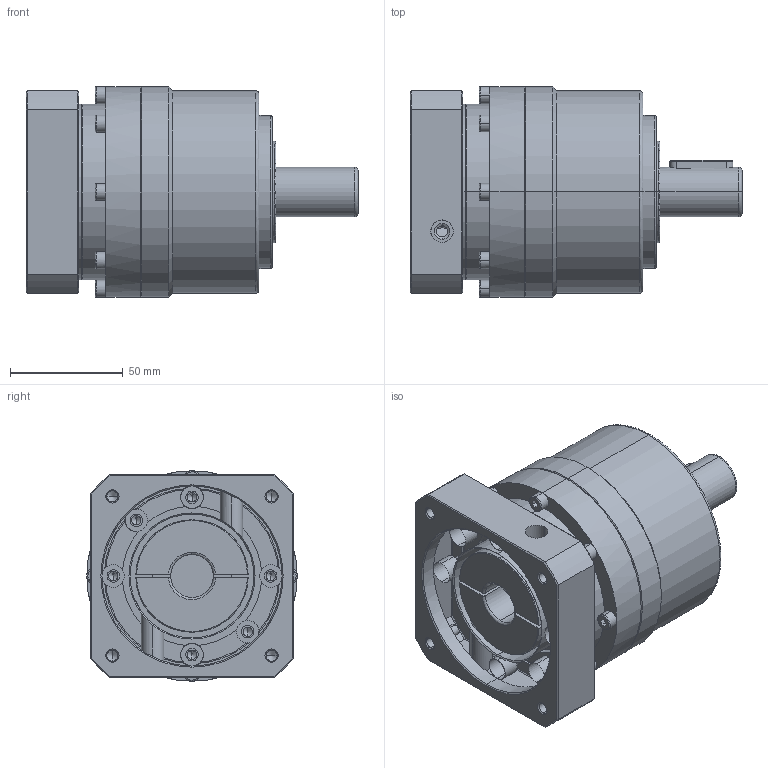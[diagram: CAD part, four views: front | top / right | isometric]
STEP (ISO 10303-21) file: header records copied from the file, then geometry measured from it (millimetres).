
FILE_DESCRIPTION (( 'STEP AP214' ), '1' );
FILE_NAME ('PE090-L1-19-80-100M6.STEP', '2024-01-06T03:26:31', ( 'admin' ), ( '' ), 'SwSTEP 2.0', 'SolidWorks 2013', '' );
FILE_SCHEMA (( 'AUTOMOTIVE_DESIGN' ));
Length unit declared in the file: millimetre
Products named in the file (4): PE090-L1-19-80-100M6; 090_X2_58F34F537AEF_X0_-19; 090-80-100M6; 090_X2_8F9351FA7AEF_X0_
Assembly tree (3 placements, depth 2):
  PE090-L1-19-80-100M6
    090_X2_58F34F537AEF_X0_-19
    090-80-100M6
    090_X2_8F9351FA7AEF_X0_
Bounding box: 147.5 x 93.5 x 93.5 mm (x, y, z)
Volume: 651225.4 mm3; surface area: 96331.2 mm2
Topology: 4 solids, 4 shells, 423 faces, 1033 edges, 610 vertices
Faces by surface type: cylinder 161, plane 120, cone 115, bspline 27
Entity records: 17503 total; most frequent: CARTESIAN_POINT 3051, DIRECTION 2109, ORIENTED_EDGE 1914, EDGE_CURVE 957, AXIS2_PLACEMENT_3D 821, VERTEX_POINT 603, EDGE_LOOP 510, LINE 467
